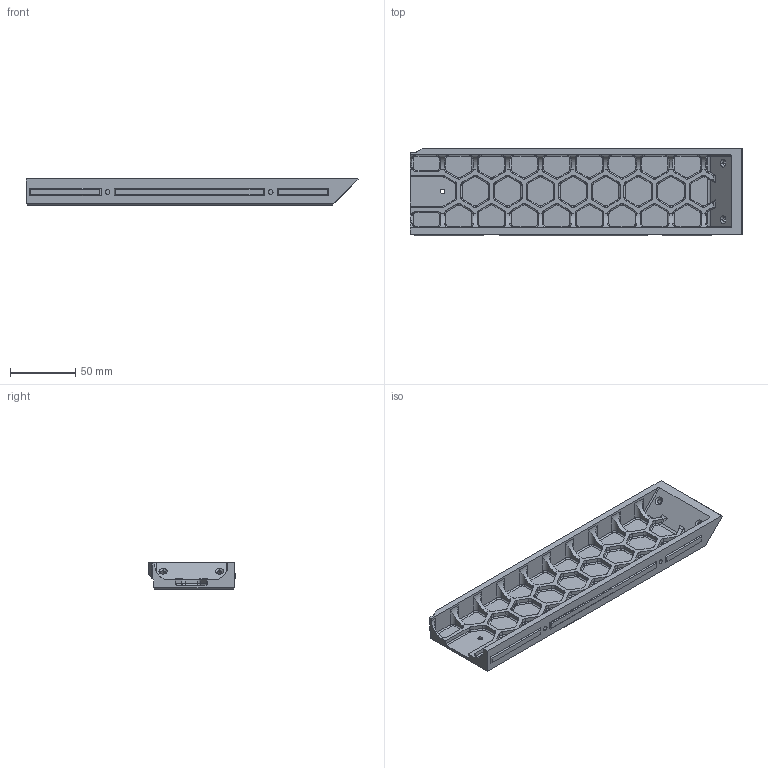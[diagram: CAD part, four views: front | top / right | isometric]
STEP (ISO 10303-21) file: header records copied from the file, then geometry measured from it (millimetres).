
FILE_DESCRIPTION (( 'STEP AP214' ), '1' );
FILE_NAME ('voron_2.4_350_top_extension_right.STEP', '2024-05-28T22:05:33', ( '' ), ( '' ), 'SwSTEP 2.0', 'SolidWorks 2024', '' );
FILE_SCHEMA (( 'AUTOMOTIVE_DESIGN' ));
Length unit declared in the file: millimetre
Products named in the file (1): voron_2.4_350_top_extension_right
Bounding box: 254.43 x 67 x 20 mm (x, y, z)
Volume: 101692.2 mm3; surface area: 57697.1 mm2
Topology: 1 solids, 1 shells, 704 faces, 1756 edges, 1064 vertices
Faces by surface type: cylinder 326, plane 200, torus 160, cone 10, bspline 8
Entity records: 21636 total; most frequent: CARTESIAN_POINT 4482, DIRECTION 3856, ORIENTED_EDGE 3512, EDGE_CURVE 1756, AXIS2_PLACEMENT_3D 1506, VERTEX_POINT 1064, LINE 844, VECTOR 844
